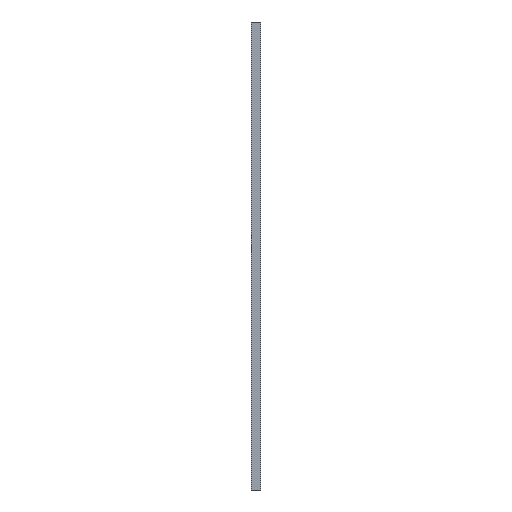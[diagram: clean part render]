
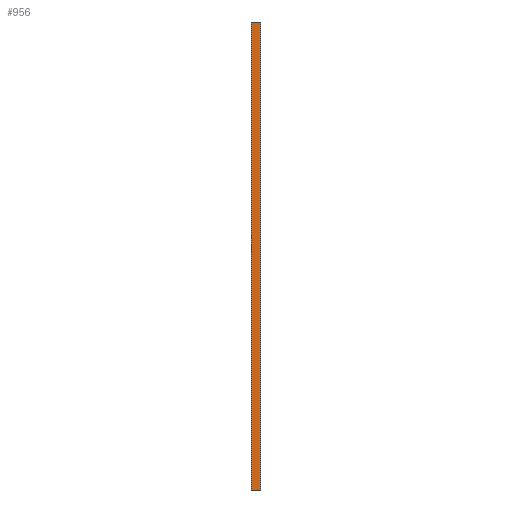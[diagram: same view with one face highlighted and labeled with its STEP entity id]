
A CAD part, left-side view. The second image highlights one B-rep face of the part: STEP entity #956.
In plain terms, the highlighted planar face has unit normal (-1, 0, 0).
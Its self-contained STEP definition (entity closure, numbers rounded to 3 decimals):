
#30 = DIRECTION ( 'NONE',  ( 0., -1., 0. ) ) ;
#73 = LINE ( 'NONE', #660, #1377 ) ;
#136 = DIRECTION ( 'NONE',  ( 1., 0., 0. ) ) ;
#142 = CARTESIAN_POINT ( 'NONE',  ( -228.5, 9.6, 228.5 ) ) ;
#294 = VECTOR ( 'NONE', #30, 1000. ) ;
#334 = DIRECTION ( 'NONE',  ( 0., 0., -1. ) ) ;
#395 = ORIENTED_EDGE ( 'NONE', *, *, #1329, .T. ) ;
#434 = EDGE_LOOP ( 'NONE', ( #508, #1304, #954, #395 ) ) ;
#508 = ORIENTED_EDGE ( 'NONE', *, *, #972, .T. ) ;
#556 = PLANE ( 'NONE',  #681 ) ;
#592 = VECTOR ( 'NONE', #1380, 1000. ) ;
#650 = DIRECTION ( 'NONE',  ( 0., 0., 1. ) ) ;
#660 = CARTESIAN_POINT ( 'NONE',  ( -228.5, 0., 228.5 ) ) ;
#668 = FACE_OUTER_BOUND ( 'NONE', #434, .T. ) ;
#681 = AXIS2_PLACEMENT_3D ( 'NONE', #999, #136, #334 ) ;
#702 = DIRECTION ( 'NONE',  ( 0., 0., 1. ) ) ;
#835 = CARTESIAN_POINT ( 'NONE',  ( -228.5, 9.6, 228.5 ) ) ;
#852 = EDGE_CURVE ( 'NONE', #1169, #1250, #1049, .T. ) ;
#854 = VERTEX_POINT ( 'NONE', #1411 ) ;
#928 = LINE ( 'NONE', #1164, #592 ) ;
#954 = ORIENTED_EDGE ( 'NONE', *, *, #852, .F. ) ;
#956 = ADVANCED_FACE ( 'NONE', ( #668 ), #556, .F. ) ;
#972 = EDGE_CURVE ( 'NONE', #854, #1403, #73, .T. ) ;
#999 = CARTESIAN_POINT ( 'NONE',  ( -228.5, 9.6, 228.5 ) ) ;
#1034 = EDGE_CURVE ( 'NONE', #1250, #1403, #1395, .T. ) ;
#1049 = LINE ( 'NONE', #1198, #1276 ) ;
#1085 = CARTESIAN_POINT ( 'NONE',  ( -228.5, 0., 228.5 ) ) ;
#1156 = CARTESIAN_POINT ( 'NONE',  ( -228.5, 9.6, -228.5 ) ) ;
#1164 = CARTESIAN_POINT ( 'NONE',  ( -228.5, 9.6, -228.5 ) ) ;
#1169 = VERTEX_POINT ( 'NONE', #1156 ) ;
#1198 = CARTESIAN_POINT ( 'NONE',  ( -228.5, 9.6, 228.5 ) ) ;
#1250 = VERTEX_POINT ( 'NONE', #835 ) ;
#1276 = VECTOR ( 'NONE', #702, 1000. ) ;
#1304 = ORIENTED_EDGE ( 'NONE', *, *, #1034, .F. ) ;
#1329 = EDGE_CURVE ( 'NONE', #1169, #854, #928, .T. ) ;
#1377 = VECTOR ( 'NONE', #650, 1000. ) ;
#1380 = DIRECTION ( 'NONE',  ( 0., -1., 0. ) ) ;
#1395 = LINE ( 'NONE', #142, #294 ) ;
#1403 = VERTEX_POINT ( 'NONE', #1085 ) ;
#1411 = CARTESIAN_POINT ( 'NONE',  ( -228.5, 0., -228.5 ) ) ;
